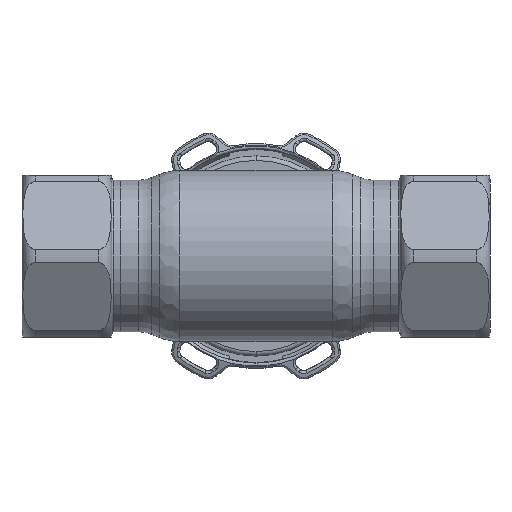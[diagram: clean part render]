
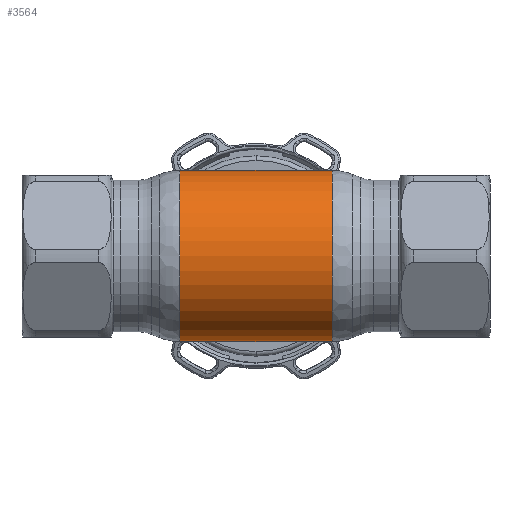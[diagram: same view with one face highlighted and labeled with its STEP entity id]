
A CAD part, front view. The second image highlights one B-rep face of the part: STEP entity #3564.
In plain terms, the highlighted cylindrical face has radius 19 mm (diameter 38 mm), a partial arc.
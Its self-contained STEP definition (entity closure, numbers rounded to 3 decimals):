
#2049 = ORIENTED_EDGE ( 'NONE', *, *, #21204, .F. ) ;
#2320 = CARTESIAN_POINT ( 'NONE',  ( 16.967, 0., 0. ) ) ;
#2378 = EDGE_CURVE ( 'NONE', #31707, #24105, #8659, .T. ) ;
#2486 = CARTESIAN_POINT ( 'NONE',  ( -62.69, 0., -19. ) ) ;
#3214 = VECTOR ( 'NONE', #17594, 1000. ) ;
#3564 = ADVANCED_FACE ( 'NONE', ( #16360 ), #11310, .T. ) ;
#3802 = VECTOR ( 'NONE', #10913, 1000. ) ;
#4671 = DIRECTION ( 'NONE',  ( 0., 0., 1. ) ) ;
#5215 = DIRECTION ( 'NONE',  ( 0., 0., 1. ) ) ;
#5238 = VERTEX_POINT ( 'NONE', #7576 ) ;
#5367 = LINE ( 'NONE', #2486, #3802 ) ;
#5729 = CARTESIAN_POINT ( 'NONE',  ( 16.967, 0., 19. ) ) ;
#7576 = CARTESIAN_POINT ( 'NONE',  ( -16.967, 0., -19. ) ) ;
#8659 = LINE ( 'NONE', #31586, #3214 ) ;
#10083 = VERTEX_POINT ( 'NONE', #26180 ) ;
#10689 = AXIS2_PLACEMENT_3D ( 'NONE', #2320, #18352, #4671 ) ;
#10913 = DIRECTION ( 'NONE',  ( -1., 0., 0. ) ) ;
#11310 = CYLINDRICAL_SURFACE ( 'NONE', #23356, 19. ) ;
#11371 = CIRCLE ( 'NONE', #29136, 19. ) ;
#13002 = CIRCLE ( 'NONE', #10689, 19. ) ;
#13070 = CARTESIAN_POINT ( 'NONE',  ( -16.967, 0., 19. ) ) ;
#13812 = DIRECTION ( 'NONE',  ( -1., 0., 0. ) ) ;
#15527 = ORIENTED_EDGE ( 'NONE', *, *, #2378, .T. ) ;
#16360 = FACE_OUTER_BOUND ( 'NONE', #26109, .T. ) ;
#17594 = DIRECTION ( 'NONE',  ( -1., 0., 0. ) ) ;
#18352 = DIRECTION ( 'NONE',  ( -1., 0., 0. ) ) ;
#20743 = ORIENTED_EDGE ( 'NONE', *, *, #34977, .T. ) ;
#21204 = EDGE_CURVE ( 'NONE', #10083, #5238, #5367, .T. ) ;
#23356 = AXIS2_PLACEMENT_3D ( 'NONE', #24612, #13812, #5215 ) ;
#24105 = VERTEX_POINT ( 'NONE', #13070 ) ;
#24612 = CARTESIAN_POINT ( 'NONE',  ( -62.69, 0., 0. ) ) ;
#26109 = EDGE_LOOP ( 'NONE', ( #2049, #20743, #15527, #32791 ) ) ;
#26180 = CARTESIAN_POINT ( 'NONE',  ( 16.967, 0., -19. ) ) ;
#27105 = DIRECTION ( 'NONE',  ( -1., 0., 0. ) ) ;
#29136 = AXIS2_PLACEMENT_3D ( 'NONE', #30363, #27105, #35426 ) ;
#30363 = CARTESIAN_POINT ( 'NONE',  ( -16.967, 0., 0. ) ) ;
#30735 = EDGE_CURVE ( 'NONE', #5238, #24105, #11371, .T. ) ;
#31586 = CARTESIAN_POINT ( 'NONE',  ( -62.69, 0., 19. ) ) ;
#31707 = VERTEX_POINT ( 'NONE', #5729 ) ;
#32791 = ORIENTED_EDGE ( 'NONE', *, *, #30735, .F. ) ;
#34977 = EDGE_CURVE ( 'NONE', #10083, #31707, #13002, .T. ) ;
#35426 = DIRECTION ( 'NONE',  ( 0., 0., 1. ) ) ;
